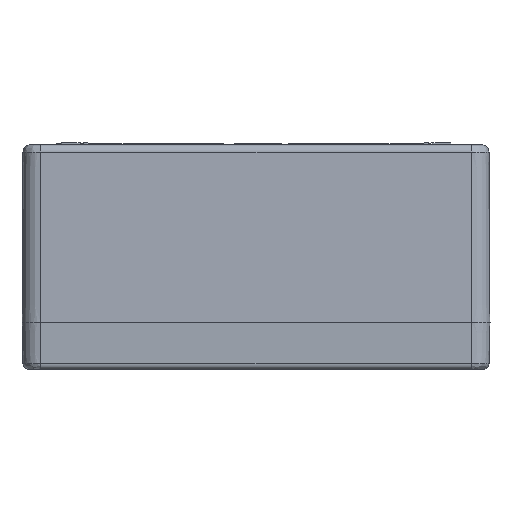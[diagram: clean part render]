
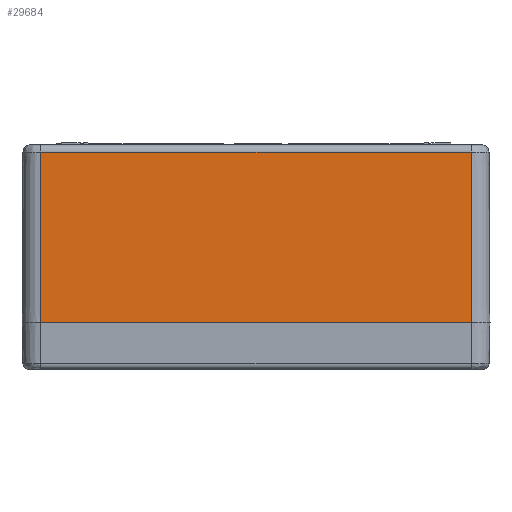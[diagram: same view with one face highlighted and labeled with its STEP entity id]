
A CAD part, left-side view. The second image highlights one B-rep face of the part: STEP entity #29684.
In plain terms, the highlighted planar face has unit normal (-1, 0, 0.005).
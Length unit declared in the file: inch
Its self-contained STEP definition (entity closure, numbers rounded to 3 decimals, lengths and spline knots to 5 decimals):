
#251 = CARTESIAN_POINT ( 'NONE',  ( -7.874, 4.52755, -3.7401 ) ) ;
#4004 = VECTOR ( 'NONE', #35151, 39.37008 ) ;
#8386 = ORIENTED_EDGE ( 'NONE', *, *, #36722, .F. ) ;
#8833 = VECTOR ( 'NONE', #60203, 39.37008 ) ;
#9462 = VERTEX_POINT ( 'NONE', #27550 ) ;
#13011 = PLANE ( 'NONE',  #18346 ) ;
#15027 = VERTEX_POINT ( 'NONE', #34048 ) ;
#16587 = ORIENTED_EDGE ( 'NONE', *, *, #31761, .F. ) ;
#18346 = AXIS2_PLACEMENT_3D ( 'NONE', #32502, #62240, #28135 ) ;
#19479 = LINE ( 'NONE', #251, #36616 ) ;
#19844 = CARTESIAN_POINT ( 'NONE',  ( -7.85461, 4.52755, -0.15655 ) ) ;
#20006 = CARTESIAN_POINT ( 'NONE',  ( -7.874, -4.52755, -3.7401 ) ) ;
#20567 = CARTESIAN_POINT ( 'NONE',  ( -7.85461, -2.26377, -0.15655 ) ) ;
#20816 = DIRECTION ( 'NONE',  ( -0.005, 0., -1. ) ) ;
#25252 = FACE_OUTER_BOUND ( 'NONE', #28515, .T. ) ;
#26903 = VERTEX_POINT ( 'NONE', #41012 ) ;
#27550 = CARTESIAN_POINT ( 'NONE',  ( -7.874, -4.52755, -3.7401 ) ) ;
#28135 = DIRECTION ( 'NONE',  ( 0.005, 0., 1. ) ) ;
#28515 = EDGE_LOOP ( 'NONE', ( #49144, #16587, #8386, #42569 ) ) ;
#29684 = ADVANCED_FACE ( 'NONE', ( #25252 ), #13011, .T. ) ;
#30920 = VECTOR ( 'NONE', #60910, 39.37008 ) ;
#31761 = EDGE_CURVE ( 'NONE', #26903, #9462, #45522, .T. ) ;
#32502 = CARTESIAN_POINT ( 'NONE',  ( -7.874, -4.52755, -3.7401 ) ) ;
#34048 = CARTESIAN_POINT ( 'NONE',  ( -7.874, 4.52755, -3.7401 ) ) ;
#35151 = DIRECTION ( 'NONE',  ( 0., -1., 0. ) ) ;
#35492 = VERTEX_POINT ( 'NONE', #19844 ) ;
#35740 = CARTESIAN_POINT ( 'NONE',  ( -7.874, -4.52755, -3.7401 ) ) ;
#36616 = VECTOR ( 'NONE', #20816, 39.37008 ) ;
#36722 = EDGE_CURVE ( 'NONE', #35492, #26903, #56373, .T. ) ;
#41012 = CARTESIAN_POINT ( 'NONE',  ( -7.85461, -4.52755, -0.15655 ) ) ;
#42569 = ORIENTED_EDGE ( 'NONE', *, *, #54010, .T. ) ;
#45522 = LINE ( 'NONE', #20006, #8833 ) ;
#45794 = EDGE_CURVE ( 'NONE', #15027, #9462, #59851, .T. ) ;
#49144 = ORIENTED_EDGE ( 'NONE', *, *, #45794, .T. ) ;
#54010 = EDGE_CURVE ( 'NONE', #35492, #15027, #19479, .T. ) ;
#56373 = LINE ( 'NONE', #20567, #4004 ) ;
#59851 = LINE ( 'NONE', #35740, #30920 ) ;
#60203 = DIRECTION ( 'NONE',  ( -0.005, 0., -1. ) ) ;
#60910 = DIRECTION ( 'NONE',  ( 0., -1., 0. ) ) ;
#62240 = DIRECTION ( 'NONE',  ( -1., 0., 0.005 ) ) ;
